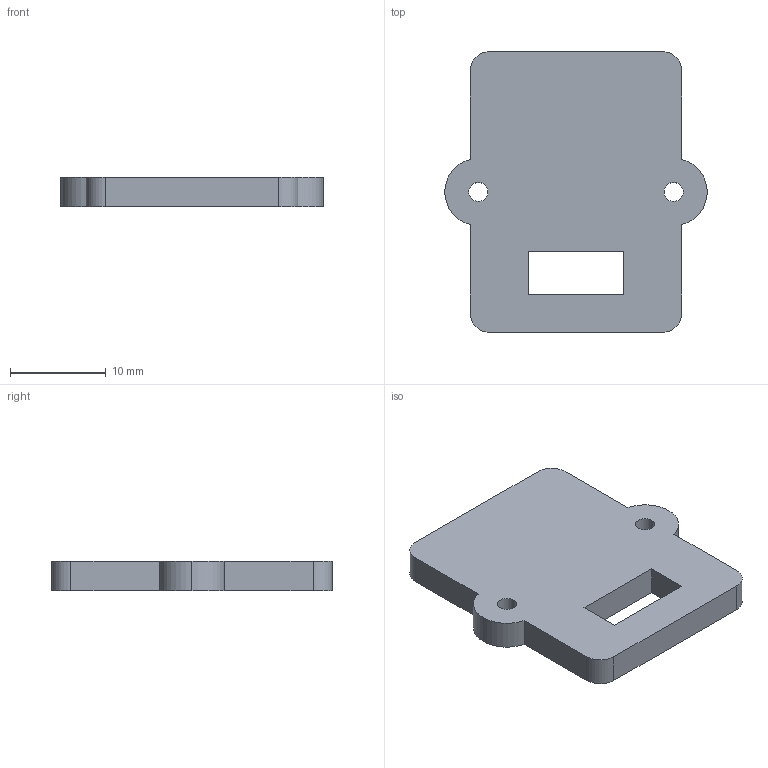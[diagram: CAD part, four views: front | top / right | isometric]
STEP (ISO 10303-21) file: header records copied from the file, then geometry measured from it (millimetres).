
FILE_DESCRIPTION (( 'STEP AP214' ), '1' );
FILE_NAME ('HR_sensor_lid_Enclosure_v2.STEP', '2025-02-10T18:58:16', ( '' ), ( '' ), 'SwSTEP 2.0', 'SolidWorks 2024', '' );
FILE_SCHEMA (( 'AUTOMOTIVE_DESIGN' ));
Length unit declared in the file: millimetre
Products named in the file (1): HR_sensor_lid_Enclosure_v2
Bounding box: 27.47 x 29.37 x 3.05 mm (x, y, z)
Volume: 1899.1 mm3; surface area: 1691.1 mm2
Topology: 1 solids, 1 shells, 23 faces, 63 edges, 42 vertices
Faces by surface type: plane 12, cylinder 11
Entity records: 774 total; most frequent: DIRECTION 133, CARTESIAN_POINT 129, ORIENTED_EDGE 126, EDGE_CURVE 63, AXIS2_PLACEMENT_3D 46, VERTEX_POINT 42, VECTOR 41, LINE 41
